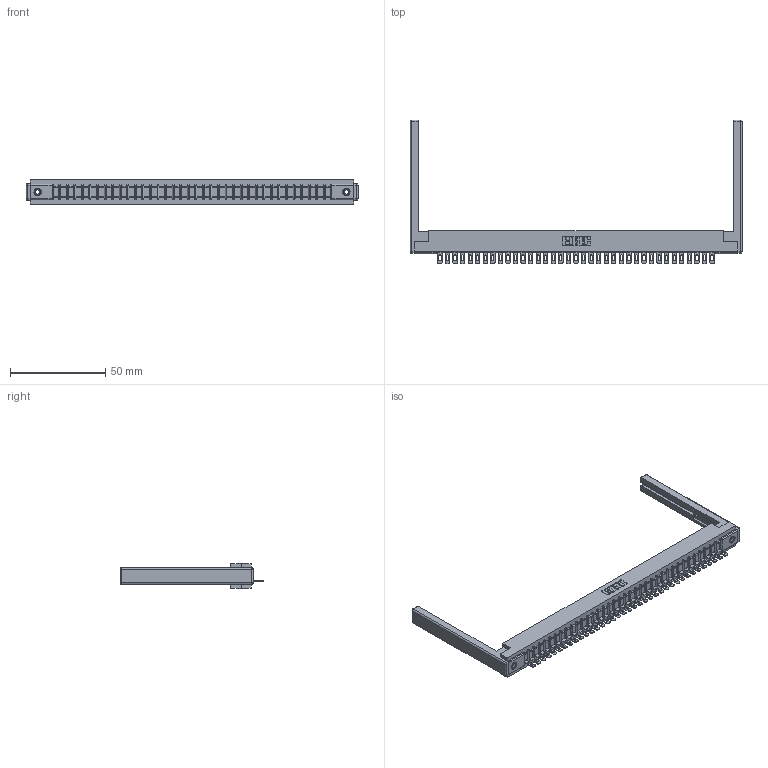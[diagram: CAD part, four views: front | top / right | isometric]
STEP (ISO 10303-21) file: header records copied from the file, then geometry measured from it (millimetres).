
FILE_DESCRIPTION (( 'STEP AP203' ), '1' );
FILE_NAME ('307-037-401-168.STEP', '2020-09-29T04:02:47', ( '' ), ( '' ), 'SwSTEP 2.0', 'SolidWorks 2020', '' );
FILE_SCHEMA (( 'CONFIG_CONTROL_DESIGN' ));
Length unit declared in the file: inch
Products named in the file (5): 307 Part_.156 Dia Mounting Holes; 307-290-002_501; 307-037-401-168; 307-220-068; 345-250-001_345-250-001-102
Assembly tree (42 placements, depth 2):
  307-037-401-168
    307 Part_.156 Dia Mounting Holes
    307-290-002_501  x37
    307-220-068  x2
    345-250-001_345-250-001-102  x2
Bounding box: 174.04 x 75.39 x 12.7 mm (x, y, z)
Volume: 22997.1 mm3; surface area: 27512.9 mm2
Topology: 42 solids, 42 shells, 3122 faces, 9519 edges, 6222 vertices
Faces by surface type: plane 1786, cylinder 1236, sphere 84, cone 12, torus 4
Entity records: 35889 total; most frequent: CARTESIAN_POINT 6017, ORIENTED_EDGE 5996, DIRECTION 5870, EDGE_CURVE 2998, VECTOR 2288, LINE 2288, VERTEX_POINT 1938, AXIS2_PLACEMENT_3D 1791
